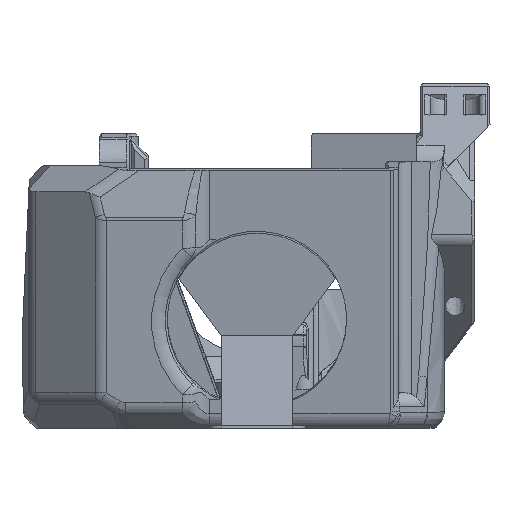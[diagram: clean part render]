
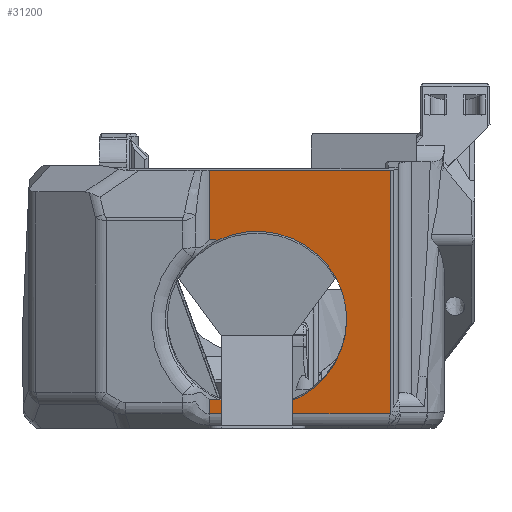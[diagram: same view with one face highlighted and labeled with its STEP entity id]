
A CAD part, left-side view. The second image highlights one B-rep face of the part: STEP entity #31200.
In plain terms, the highlighted planar face has unit normal (-0.985, 0, -0.174).
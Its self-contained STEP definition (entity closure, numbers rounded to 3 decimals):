
#1106=CIRCLE('',#33728,14.);
#1610=ELLIPSE('',#33727,1.92,1.);
#2179=B_SPLINE_CURVE_WITH_KNOTS('',3,(#53018,#53019,#53020,#53021),
 .UNSPECIFIED.,.F.,.F.,(4,4),(0.,0.001),.UNSPECIFIED.);
#2186=B_SPLINE_CURVE_WITH_KNOTS('',3,(#53165,#53166,#53167,#53168),
 .UNSPECIFIED.,.F.,.F.,(4,4),(0.,0.001),.UNSPECIFIED.);
#7418=ORIENTED_EDGE('',*,*,#14904,.T.);
#7419=ORIENTED_EDGE('',*,*,#14968,.T.);
#7420=ORIENTED_EDGE('',*,*,#14966,.F.);
#7421=ORIENTED_EDGE('',*,*,#14969,.F.);
#7422=ORIENTED_EDGE('',*,*,#14970,.T.);
#7423=ORIENTED_EDGE('',*,*,#14971,.T.);
#7424=ORIENTED_EDGE('',*,*,#14972,.T.);
#7425=ORIENTED_EDGE('',*,*,#14907,.T.);
#7426=ORIENTED_EDGE('',*,*,#14905,.T.);
#14904=EDGE_CURVE('',#18800,#18872,#21534,.T.);
#14905=EDGE_CURVE('',#18873,#18800,#21535,.F.);
#14907=EDGE_CURVE('',#18874,#18873,#2179,.T.);
#14966=EDGE_CURVE('',#18914,#18915,#21578,.F.);
#14968=EDGE_CURVE('',#18872,#18915,#1610,.F.);
#14969=EDGE_CURVE('',#18916,#18914,#21579,.T.);
#14970=EDGE_CURVE('',#18916,#18917,#21580,.F.);
#14971=EDGE_CURVE('',#18917,#18918,#2186,.F.);
#14972=EDGE_CURVE('',#18918,#18874,#1106,.T.);
#18800=VERTEX_POINT('',#52728);
#18872=VERTEX_POINT('',#52985);
#18873=VERTEX_POINT('',#52989);
#18874=VERTEX_POINT('',#53022);
#18914=VERTEX_POINT('',#53155);
#18915=VERTEX_POINT('',#53157);
#18916=VERTEX_POINT('',#53162);
#18917=VERTEX_POINT('',#53164);
#18918=VERTEX_POINT('',#53169);
#21534=LINE('',#52986,#24357);
#21535=LINE('',#52988,#24358);
#21578=LINE('',#53156,#24401);
#21579=LINE('',#53161,#24402);
#21580=LINE('',#53163,#24403);
#24357=VECTOR('',#39251,1000.);
#24358=VECTOR('',#39254,1000.);
#24401=VECTOR('',#39347,1000.);
#24402=VECTOR('',#39354,1000.);
#24403=VECTOR('',#39355,1000.);
#26391=EDGE_LOOP('',(#7418,#7419,#7420,#7421,#7422,#7423,#7424,#7425,#7426));
#28312=FACE_BOUND('',#26391,.T.);
#29851=PLANE('',#33726);
#31200=ADVANCED_FACE('',(#28312),#29851,.F.);
#33726=AXIS2_PLACEMENT_3D('',#53159,#39350,#39351);
#33727=AXIS2_PLACEMENT_3D('',#53160,#39352,#39353);
#33728=AXIS2_PLACEMENT_3D('',#53170,#39356,#39357);
#39251=DIRECTION('',(0.,-1.,0.));
#39254=DIRECTION('',(-0.174,0.,0.985));
#39347=DIRECTION('',(-0.174,0.,0.985));
#39350=DIRECTION('',(0.985,0.,0.174));
#39351=DIRECTION('',(-0.174,0.,0.985));
#39352=DIRECTION('',(0.985,0.,0.174));
#39353=DIRECTION('',(0.126,-0.686,-0.716));
#39354=DIRECTION('',(0.,-1.,0.));
#39355=DIRECTION('',(-0.174,0.,0.985));
#39356=DIRECTION('',(0.985,0.,0.174));
#39357=DIRECTION('',(-0.174,0.,0.985));
#52728=CARTESIAN_POINT('',(-27.864,12.27,2.262));
#52985=CARTESIAN_POINT('',(-27.864,-15.951,2.262));
#52986=CARTESIAN_POINT('',(-27.864,-14.655,2.262));
#52988=CARTESIAN_POINT('',(-31.185,12.27,21.099));
#52989=CARTESIAN_POINT('',(-28.255,12.27,4.482));
#53018=CARTESIAN_POINT('',(-28.27,10.952,4.562));
#53019=CARTESIAN_POINT('',(-28.27,11.393,4.564));
#53020=CARTESIAN_POINT('',(-28.265,11.833,4.537));
#53021=CARTESIAN_POINT('',(-28.255,12.27,4.482));
#53022=CARTESIAN_POINT('',(-28.27,10.952,4.562));
#53155=CARTESIAN_POINT('',(-34.572,-16.002,40.304));
#53156=CARTESIAN_POINT('',(-7.663,-16.002,-112.301));
#53157=CARTESIAN_POINT('',(-27.916,-16.002,2.558));
#53159=CARTESIAN_POINT('',(-31.185,24.853,21.099));
#53160=CARTESIAN_POINT('',(-28.071,-14.497,3.435));
#53161=CARTESIAN_POINT('',(-34.572,24.853,40.304));
#53162=CARTESIAN_POINT('',(-34.572,12.27,40.304));
#53163=CARTESIAN_POINT('',(-31.185,12.27,21.099));
#53164=CARTESIAN_POINT('',(-32.66,12.27,29.463));
#53165=CARTESIAN_POINT('',(-32.646,10.952,29.383));
#53166=CARTESIAN_POINT('',(-32.646,11.393,29.381));
#53167=CARTESIAN_POINT('',(-32.651,11.833,29.409));
#53168=CARTESIAN_POINT('',(-32.66,12.27,29.463));
#53169=CARTESIAN_POINT('',(-32.646,10.952,29.383));
#53170=CARTESIAN_POINT('',(-30.458,4.853,16.973));
